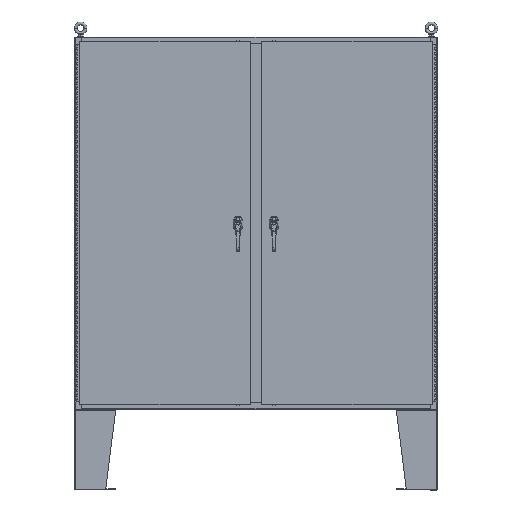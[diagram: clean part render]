
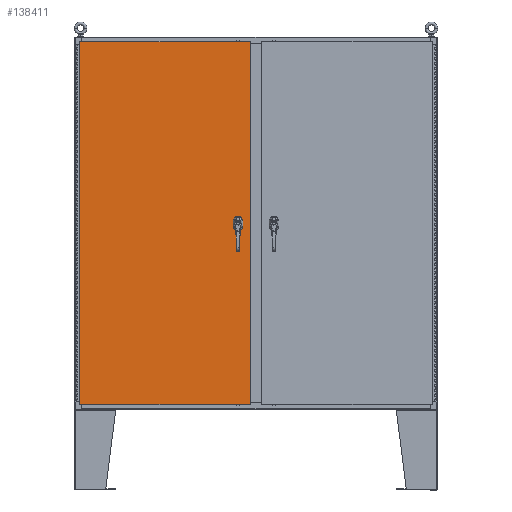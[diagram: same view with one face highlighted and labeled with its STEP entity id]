
A CAD part, top view. The second image highlights one B-rep face of the part: STEP entity #138411.
In plain terms, the highlighted planar face has unit normal (0, 0, 1).
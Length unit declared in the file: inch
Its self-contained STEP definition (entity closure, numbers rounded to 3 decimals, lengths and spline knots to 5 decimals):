
#39 = CARTESIAN_POINT ( 'NONE',  ( -16.9178, 36.0182, 0. ) ) ;
#1136 = ORIENTED_EDGE ( 'NONE', *, *, #103555, .F. ) ;
#1144 = ORIENTED_EDGE ( 'NONE', *, *, #142016, .F. ) ;
#1413 = CIRCLE ( 'NONE', #119447, 0.45 ) ;
#3562 = CARTESIAN_POINT ( 'NONE',  ( 16.9178, -36.0182, 0. ) ) ;
#3671 = DIRECTION ( 'NONE',  ( 0., 0., 1. ) ) ;
#4357 = CARTESIAN_POINT ( 'NONE',  ( -16.9178, -36.0182, 0. ) ) ;
#4373 = EDGE_CURVE ( 'NONE', #110561, #73373, #100786, .T. ) ;
#5241 = VECTOR ( 'NONE', #84706, 39.37008 ) ;
#6041 = VERTEX_POINT ( 'NONE', #127634 ) ;
#6707 = EDGE_CURVE ( 'NONE', #140262, #38868, #127831, .T. ) ;
#8259 = AXIS2_PLACEMENT_3D ( 'NONE', #65376, #152402, #77869 ) ;
#8376 = EDGE_LOOP ( 'NONE', ( #153466, #1144, #17893, #11633, #157421, #1136, #117610, #86975 ) ) ;
#8387 = VECTOR ( 'NONE', #112191, 39.37008 ) ;
#10351 = ORIENTED_EDGE ( 'NONE', *, *, #157069, .F. ) ;
#11633 = ORIENTED_EDGE ( 'NONE', *, *, #34018, .F. ) ;
#11781 = AXIS2_PLACEMENT_3D ( 'NONE', #146097, #71551, #158556 ) ;
#12757 = CARTESIAN_POINT ( 'NONE',  ( 14.5055, -1.338, 0. ) ) ;
#15192 = DIRECTION ( 'NONE',  ( -1., 0., 0. ) ) ;
#15717 = VECTOR ( 'NONE', #121174, 39.37008 ) ;
#16749 = CARTESIAN_POINT ( 'NONE',  ( 14.9085, 0.20023, 0. ) ) ;
#17893 = ORIENTED_EDGE ( 'NONE', *, *, #4373, .F. ) ;
#19743 = EDGE_CURVE ( 'NONE', #94886, #130812, #77250, .T. ) ;
#21164 = CARTESIAN_POINT ( 'NONE',  ( -16.9178, 36.0182, 0. ) ) ;
#22129 = EDGE_CURVE ( 'NONE', #79763, #94886, #48723, .T. ) ;
#25212 = DIRECTION ( 'NONE',  ( 1., 0., 0. ) ) ;
#25606 = CARTESIAN_POINT ( 'NONE',  ( 14.334, -1.338, 0. ) ) ;
#27683 = CARTESIAN_POINT ( 'NONE',  ( 14.30527, 0.403, 0. ) ) ;
#30865 = DIRECTION ( 'NONE',  ( 0., 0., 1. ) ) ;
#31625 = CARTESIAN_POINT ( 'NONE',  ( 16.9178, 36.0182, 0. ) ) ;
#34018 = EDGE_CURVE ( 'NONE', #138435, #110561, #108896, .T. ) ;
#38818 = AXIS2_PLACEMENT_3D ( 'NONE', #120242, #45744, #132790 ) ;
#38868 = VERTEX_POINT ( 'NONE', #107120 ) ;
#39550 = CARTESIAN_POINT ( 'NONE',  ( 16.9178, 36.0182, 0. ) ) ;
#43090 = CIRCLE ( 'NONE', #38818, 0.45 ) ;
#44364 = ORIENTED_EDGE ( 'NONE', *, *, #95515, .T. ) ;
#44552 = LINE ( 'NONE', #131163, #106817 ) ;
#45744 = DIRECTION ( 'NONE',  ( 0., 0., 1. ) ) ;
#47618 = ORIENTED_EDGE ( 'NONE', *, *, #19743, .T. ) ;
#48723 = LINE ( 'NONE', #21164, #15717 ) ;
#50998 = EDGE_LOOP ( 'NONE', ( #75615, #10351 ) ) ;
#60188 = LINE ( 'NONE', #39550, #126334 ) ;
#62163 = CARTESIAN_POINT ( 'NONE',  ( 16.9178, -36.0182, 0. ) ) ;
#64003 = CIRCLE ( 'NONE', #145248, 0.1715 ) ;
#65376 = CARTESIAN_POINT ( 'NONE',  ( 14.5055, -1.338, 0. ) ) ;
#71551 = DIRECTION ( 'NONE',  ( 0., 0., 1. ) ) ;
#73373 = VERTEX_POINT ( 'NONE', #81029 ) ;
#75615 = ORIENTED_EDGE ( 'NONE', *, *, #150783, .F. ) ;
#77119 = DIRECTION ( 'NONE',  ( -1., 0., 0. ) ) ;
#77156 = PLANE ( 'NONE',  #82506 ) ;
#77169 = VERTEX_POINT ( 'NONE', #27683 ) ;
#77250 = LINE ( 'NONE', #106370, #106423 ) ;
#77869 = DIRECTION ( 'NONE',  ( 1., 0., 0. ) ) ;
#78114 = CARTESIAN_POINT ( 'NONE',  ( 14.5055, 0., 0. ) ) ;
#79763 = VERTEX_POINT ( 'NONE', #39 ) ;
#81029 = CARTESIAN_POINT ( 'NONE',  ( 14.70573, -0.403, 0. ) ) ;
#82506 = AXIS2_PLACEMENT_3D ( 'NONE', #114144, #89654, #15192 ) ;
#83343 = FACE_BOUND ( 'NONE', #50998, .T. ) ;
#83580 = CARTESIAN_POINT ( 'NONE',  ( 0., -0.403, 0. ) ) ;
#84706 = DIRECTION ( 'NONE',  ( -1., 0., 0. ) ) ;
#86975 = ORIENTED_EDGE ( 'NONE', *, *, #150553, .F. ) ;
#87050 = VERTEX_POINT ( 'NONE', #130390 ) ;
#87388 = CIRCLE ( 'NONE', #11781, 0.45 ) ;
#88892 = ORIENTED_EDGE ( 'NONE', *, *, #156011, .T. ) ;
#89654 = DIRECTION ( 'NONE',  ( 0., 0., -1. ) ) ;
#90592 = DIRECTION ( 'NONE',  ( 1., 0., 0. ) ) ;
#92936 = AXIS2_PLACEMENT_3D ( 'NONE', #78114, #3671, #90592 ) ;
#94886 = VERTEX_POINT ( 'NONE', #4357 ) ;
#95515 = EDGE_CURVE ( 'NONE', #130812, #103502, #107581, .T. ) ;
#96861 = VECTOR ( 'NONE', #145646, 39.37008 ) ;
#97809 = VERTEX_POINT ( 'NONE', #25606 ) ;
#99701 = DIRECTION ( 'NONE',  ( 0., 0., 1. ) ) ;
#100786 = LINE ( 'NONE', #83580, #96861 ) ;
#101354 = CARTESIAN_POINT ( 'NONE',  ( 14.9085, 0., 0. ) ) ;
#103502 = VERTEX_POINT ( 'NONE', #31625 ) ;
#103555 = EDGE_CURVE ( 'NONE', #77169, #6041, #43090, .T. ) ;
#104444 = LINE ( 'NONE', #134225, #5241 ) ;
#104709 = FACE_BOUND ( 'NONE', #8376, .T. ) ;
#105379 = CARTESIAN_POINT ( 'NONE',  ( 14.5055, 0., 0. ) ) ;
#106370 = CARTESIAN_POINT ( 'NONE',  ( -16.9178, -36.0182, 0. ) ) ;
#106423 = VECTOR ( 'NONE', #118865, 39.37008 ) ;
#106817 = VECTOR ( 'NONE', #143747, 39.37008 ) ;
#107120 = CARTESIAN_POINT ( 'NONE',  ( 14.9085, -0.20023, 0. ) ) ;
#107581 = LINE ( 'NONE', #62163, #8387 ) ;
#108599 = FACE_OUTER_BOUND ( 'NONE', #144347, .T. ) ;
#108896 = CIRCLE ( 'NONE', #92936, 0.45 ) ;
#110561 = VERTEX_POINT ( 'NONE', #122308 ) ;
#112191 = DIRECTION ( 'NONE',  ( 0., 1., 0. ) ) ;
#113871 = DIRECTION ( 'NONE',  ( 0., -1., 0. ) ) ;
#114144 = CARTESIAN_POINT ( 'NONE',  ( 0., 0., 0. ) ) ;
#117610 = ORIENTED_EDGE ( 'NONE', *, *, #121411, .F. ) ;
#117878 = DIRECTION ( 'NONE',  ( 1., 0., 0. ) ) ;
#118865 = DIRECTION ( 'NONE',  ( 1., 0., 0. ) ) ;
#119447 = AXIS2_PLACEMENT_3D ( 'NONE', #105379, #30865, #117878 ) ;
#120008 = VECTOR ( 'NONE', #113871, 39.37008 ) ;
#120242 = CARTESIAN_POINT ( 'NONE',  ( 14.5055, 0., 0. ) ) ;
#121174 = DIRECTION ( 'NONE',  ( 0., -1., 0. ) ) ;
#121411 = EDGE_CURVE ( 'NONE', #133181, #77169, #104444, .T. ) ;
#122308 = CARTESIAN_POINT ( 'NONE',  ( 14.30527, -0.403, 0. ) ) ;
#126134 = ORIENTED_EDGE ( 'NONE', *, *, #22129, .T. ) ;
#126334 = VECTOR ( 'NONE', #77119, 39.37008 ) ;
#127634 = CARTESIAN_POINT ( 'NONE',  ( 14.1025, 0.20023, 0. ) ) ;
#127831 = LINE ( 'NONE', #101354, #120008 ) ;
#128663 = EDGE_CURVE ( 'NONE', #6041, #138435, #44552, .T. ) ;
#130390 = CARTESIAN_POINT ( 'NONE',  ( 14.677, -1.338, 0. ) ) ;
#130812 = VERTEX_POINT ( 'NONE', #3562 ) ;
#131163 = CARTESIAN_POINT ( 'NONE',  ( 14.1025, 0., 0. ) ) ;
#132790 = DIRECTION ( 'NONE',  ( 1., 0., 0. ) ) ;
#133181 = VERTEX_POINT ( 'NONE', #154764 ) ;
#134225 = CARTESIAN_POINT ( 'NONE',  ( 0., 0.403, 0. ) ) ;
#138411 = ADVANCED_FACE ( 'NONE', ( #83343, #108599, #104709 ), #77156, .F. ) ;
#138435 = VERTEX_POINT ( 'NONE', #139705 ) ;
#139705 = CARTESIAN_POINT ( 'NONE',  ( 14.1025, -0.20023, 0. ) ) ;
#140262 = VERTEX_POINT ( 'NONE', #16749 ) ;
#142016 = EDGE_CURVE ( 'NONE', #73373, #38868, #1413, .T. ) ;
#143747 = DIRECTION ( 'NONE',  ( 0., -1., 0. ) ) ;
#144347 = EDGE_LOOP ( 'NONE', ( #47618, #44364, #88892, #126134 ) ) ;
#145248 = AXIS2_PLACEMENT_3D ( 'NONE', #12757, #99701, #25212 ) ;
#145646 = DIRECTION ( 'NONE',  ( 1., 0., 0. ) ) ;
#146097 = CARTESIAN_POINT ( 'NONE',  ( 14.5055, 0., 0. ) ) ;
#149493 = CIRCLE ( 'NONE', #8259, 0.1715 ) ;
#150553 = EDGE_CURVE ( 'NONE', #140262, #133181, #87388, .T. ) ;
#150783 = EDGE_CURVE ( 'NONE', #87050, #97809, #64003, .T. ) ;
#152402 = DIRECTION ( 'NONE',  ( 0., 0., 1. ) ) ;
#153466 = ORIENTED_EDGE ( 'NONE', *, *, #6707, .T. ) ;
#154764 = CARTESIAN_POINT ( 'NONE',  ( 14.70573, 0.403, 0. ) ) ;
#156011 = EDGE_CURVE ( 'NONE', #103502, #79763, #60188, .T. ) ;
#157069 = EDGE_CURVE ( 'NONE', #97809, #87050, #149493, .T. ) ;
#157421 = ORIENTED_EDGE ( 'NONE', *, *, #128663, .F. ) ;
#158556 = DIRECTION ( 'NONE',  ( 1., 0., 0. ) ) ;
